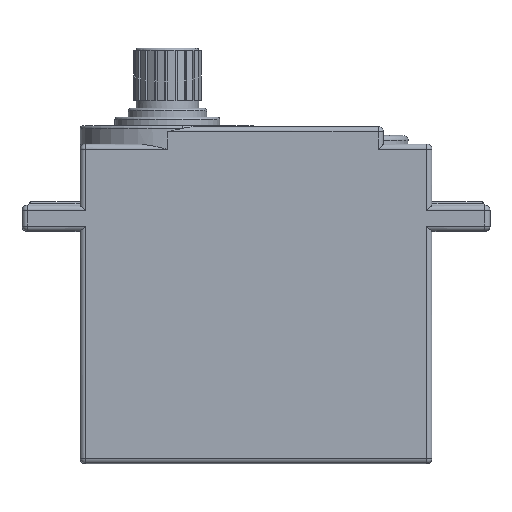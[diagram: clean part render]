
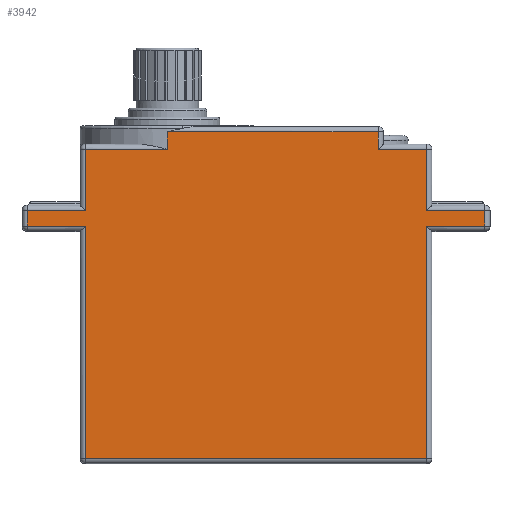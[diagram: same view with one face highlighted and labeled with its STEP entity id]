
A CAD part, top view. The second image highlights one B-rep face of the part: STEP entity #3942.
In plain terms, the highlighted planar face has unit normal (0, 0, 1).
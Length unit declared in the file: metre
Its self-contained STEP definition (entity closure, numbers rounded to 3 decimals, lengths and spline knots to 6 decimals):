
#1124=ORIENTED_EDGE('',*,*,#1725,.T.);
#1125=ORIENTED_EDGE('',*,*,#1721,.T.);
#1126=ORIENTED_EDGE('',*,*,#1915,.T.);
#1127=ORIENTED_EDGE('',*,*,#1868,.T.);
#1128=ORIENTED_EDGE('',*,*,#1855,.T.);
#1129=ORIENTED_EDGE('',*,*,#1846,.T.);
#1130=ORIENTED_EDGE('',*,*,#1830,.T.);
#1131=ORIENTED_EDGE('',*,*,#1817,.T.);
#1132=ORIENTED_EDGE('',*,*,#1811,.T.);
#1133=ORIENTED_EDGE('',*,*,#1799,.T.);
#1134=ORIENTED_EDGE('',*,*,#1787,.T.);
#1135=ORIENTED_EDGE('',*,*,#1778,.T.);
#1136=ORIENTED_EDGE('',*,*,#1762,.T.);
#1137=ORIENTED_EDGE('',*,*,#1749,.T.);
#1138=ORIENTED_EDGE('',*,*,#1743,.T.);
#1139=ORIENTED_EDGE('',*,*,#1731,.T.);
#1721=EDGE_CURVE('',#2171,#2175,#2528,.T.);
#1725=EDGE_CURVE('',#2176,#2171,#2531,.T.);
#1731=EDGE_CURVE('',#2180,#2176,#2535,.T.);
#1743=EDGE_CURVE('',#2186,#2180,#2541,.T.);
#1749=EDGE_CURVE('',#2190,#2186,#2545,.T.);
#1762=EDGE_CURVE('',#2198,#2190,#2551,.T.);
#1778=EDGE_CURVE('',#2208,#2198,#2559,.T.);
#1787=EDGE_CURVE('',#2214,#2208,#2565,.T.);
#1799=EDGE_CURVE('',#2220,#2214,#2571,.T.);
#1811=EDGE_CURVE('',#2226,#2220,#2577,.T.);
#1817=EDGE_CURVE('',#2230,#2226,#2581,.T.);
#1830=EDGE_CURVE('',#2238,#2230,#2587,.T.);
#1846=EDGE_CURVE('',#2248,#2238,#2595,.T.);
#1855=EDGE_CURVE('',#2254,#2248,#2601,.T.);
#1868=EDGE_CURVE('',#2263,#2254,#2607,.T.);
#1915=EDGE_CURVE('',#2175,#2263,#2636,.T.);
#2171=VERTEX_POINT('',#7020);
#2175=VERTEX_POINT('',#7041);
#2176=VERTEX_POINT('',#7046);
#2180=VERTEX_POINT('',#7058);
#2186=VERTEX_POINT('',#7081);
#2190=VERTEX_POINT('',#7093);
#2198=VERTEX_POINT('',#7123);
#2208=VERTEX_POINT('',#7163);
#2214=VERTEX_POINT('',#7185);
#2220=VERTEX_POINT('',#7208);
#2226=VERTEX_POINT('',#7231);
#2230=VERTEX_POINT('',#7243);
#2238=VERTEX_POINT('',#7273);
#2248=VERTEX_POINT('',#7313);
#2254=VERTEX_POINT('',#7335);
#2263=VERTEX_POINT('',#7373);
#2528=LINE('',#7042,#2884);
#2531=LINE('',#7049,#2887);
#2535=LINE('',#7061,#2891);
#2541=LINE('',#7084,#2897);
#2545=LINE('',#7096,#2901);
#2551=LINE('',#7126,#2907);
#2559=LINE('',#7166,#2915);
#2565=LINE('',#7188,#2921);
#2571=LINE('',#7211,#2927);
#2577=LINE('',#7234,#2933);
#2581=LINE('',#7246,#2937);
#2587=LINE('',#7276,#2943);
#2595=LINE('',#7316,#2951);
#2601=LINE('',#7338,#2957);
#2607=LINE('',#7375,#2963);
#2636=LINE('',#7647,#2992);
#2884=VECTOR('',#5589,1.);
#2887=VECTOR('',#5596,1.);
#2891=VECTOR('',#5608,1.);
#2897=VECTOR('',#5636,1.);
#2901=VECTOR('',#5648,1.);
#2907=VECTOR('',#5676,1.);
#2915=VECTOR('',#5708,1.);
#2921=VECTOR('',#5724,1.);
#2927=VECTOR('',#5752,1.);
#2933=VECTOR('',#5780,1.);
#2937=VECTOR('',#5792,1.);
#2943=VECTOR('',#5820,1.);
#2951=VECTOR('',#5852,1.);
#2957=VECTOR('',#5868,1.);
#2963=VECTOR('',#5892,1.);
#2992=VECTOR('',#5995,1.);
#3208=EDGE_LOOP('',(#1124,#1125,#1126,#1127,#1128,#1129,#1130,#1131,#1132,
#1133,#1134,#1135,#1136,#1137,#1138,#1139));
#3454=FACE_BOUND('',#3208,.T.);
#3619=PLANE('',#4932);
#3942=ADVANCED_FACE('',(#3454),#3619,.F.);
#4932=AXIS2_PLACEMENT_3D('',#7646,#5993,#5994);
#5589=DIRECTION('',(-1.,0.,0.));
#5596=DIRECTION('',(0.,1.,0.));
#5608=DIRECTION('',(-1.,0.,0.));
#5636=DIRECTION('',(0.,1.,0.));
#5648=DIRECTION('',(-1.,0.,0.));
#5676=DIRECTION('',(0.,1.,0.));
#5708=DIRECTION('',(1.,0.,0.));
#5724=DIRECTION('',(0.,1.,0.));
#5752=DIRECTION('',(1.,0.,0.));
#5780=DIRECTION('',(0.,-1.,0.));
#5792=DIRECTION('',(1.,0.,0.));
#5820=DIRECTION('',(0.,-1.,0.));
#5852=DIRECTION('',(-1.,0.,0.));
#5868=DIRECTION('',(0.,-1.,0.));
#5892=DIRECTION('',(-1.,0.,0.));
#5993=DIRECTION('',(0.,0.,-1.));
#5994=DIRECTION('',(-1.,0.,0.));
#5995=DIRECTION('',(0.,-1.,0.));
#7020=CARTESIAN_POINT('',(0.034142,0.038,0.));
#7041=CARTESIAN_POINT('',(0.01,0.038,0.));
#7042=CARTESIAN_POINT('',(0.01,0.038,0.));
#7046=CARTESIAN_POINT('',(0.034142,0.036,0.));
#7049=CARTESIAN_POINT('',(0.034142,0.0366,0.));
#7058=CARTESIAN_POINT('',(0.0397,0.036,0.));
#7061=CARTESIAN_POINT('',(0.,0.036,0.));
#7081=CARTESIAN_POINT('',(0.0397,0.029,0.));
#7084=CARTESIAN_POINT('',(0.0397,0.0366,0.));
#7093=CARTESIAN_POINT('',(0.04635,0.029,0.));
#7096=CARTESIAN_POINT('',(-0.00665,0.029,0.));
#7123=CARTESIAN_POINT('',(0.04635,0.0272,0.));
#7126=CARTESIAN_POINT('',(0.04635,0.0296,0.));
#7163=CARTESIAN_POINT('',(0.0397,0.0272,0.));
#7166=CARTESIAN_POINT('',(0.,0.0272,0.));
#7185=CARTESIAN_POINT('',(0.0397,0.0006,0.));
#7188=CARTESIAN_POINT('',(0.0397,0.0366,0.));
#7208=CARTESIAN_POINT('',(0.0006,0.0006,0.));
#7211=CARTESIAN_POINT('',(0.0403,0.0006,0.));
#7231=CARTESIAN_POINT('',(0.0006,0.0272,0.));
#7234=CARTESIAN_POINT('',(0.0006,0.0366,0.));
#7243=CARTESIAN_POINT('',(-0.00605,0.0272,0.));
#7246=CARTESIAN_POINT('',(0.,0.0272,0.));
#7273=CARTESIAN_POINT('',(-0.00605,0.029,0.));
#7276=CARTESIAN_POINT('',(-0.00605,0.0366,0.));
#7313=CARTESIAN_POINT('',(0.0006,0.029,0.));
#7316=CARTESIAN_POINT('',(0.,0.029,0.));
#7335=CARTESIAN_POINT('',(0.0006,0.036,0.));
#7338=CARTESIAN_POINT('',(0.0006,0.0366,0.));
#7373=CARTESIAN_POINT('',(0.01,0.036,0.));
#7375=CARTESIAN_POINT('',(0.,0.036,0.));
#7646=CARTESIAN_POINT('',(0.,0.0366,0.));
#7647=CARTESIAN_POINT('',(0.01,0.0386,0.));
